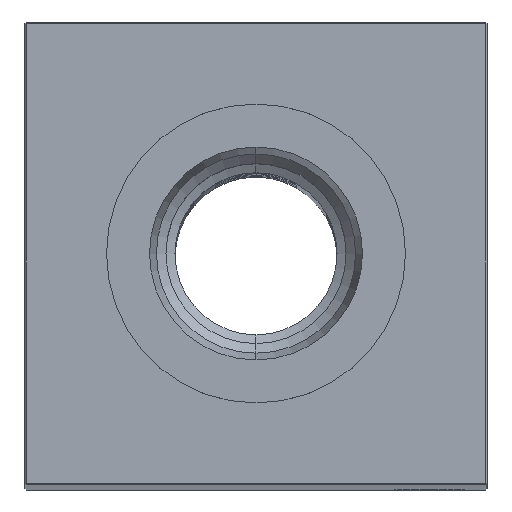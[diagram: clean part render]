
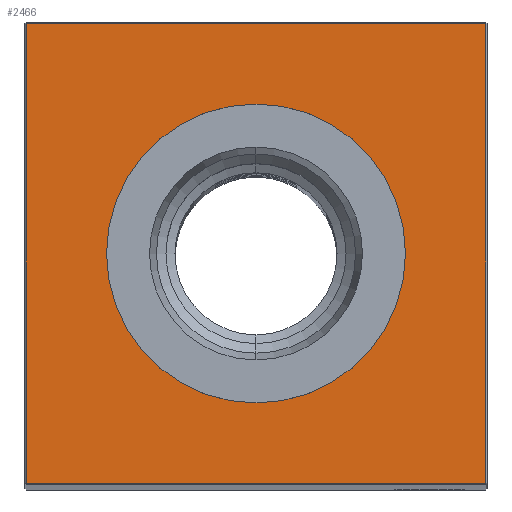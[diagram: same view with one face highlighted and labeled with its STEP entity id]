
A CAD part, top view. The second image highlights one B-rep face of the part: STEP entity #2466.
In plain terms, the highlighted planar face has unit normal (0, 0, 1).
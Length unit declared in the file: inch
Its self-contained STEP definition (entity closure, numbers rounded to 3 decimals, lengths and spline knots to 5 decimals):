
#1580 = CARTESIAN_POINT ( 'NONE',  ( -1.24, 0., 15.5 ) ) ;
#2466 = ADVANCED_FACE ( 'NONE', ( #10121, #28588 ), #14214, .F. ) ;
#2483 = CARTESIAN_POINT ( 'NONE',  ( 1.24, -1.24, 15.5 ) ) ;
#2759 = VECTOR ( 'NONE', #20762, 39.37008 ) ;
#3031 = DIRECTION ( 'NONE',  ( -1., 0., 0. ) ) ;
#3732 = DIRECTION ( 'NONE',  ( -1., 0., 0. ) ) ;
#4202 = CARTESIAN_POINT ( 'NONE',  ( 0., -0.80709, 15.5 ) ) ;
#5155 = DIRECTION ( 'NONE',  ( 0., 0., -1. ) ) ;
#5332 = AXIS2_PLACEMENT_3D ( 'NONE', #5840, #10936, #24735 ) ;
#5666 = EDGE_CURVE ( 'NONE', #10587, #7415, #20029, .T. ) ;
#5840 = CARTESIAN_POINT ( 'NONE',  ( 0., 0., 15.5 ) ) ;
#7016 = LINE ( 'NONE', #16224, #2759 ) ;
#7069 = DIRECTION ( 'NONE',  ( -1., 0., 0. ) ) ;
#7415 = VERTEX_POINT ( 'NONE', #14317 ) ;
#7666 = LINE ( 'NONE', #16874, #20589 ) ;
#8126 = DIRECTION ( 'NONE',  ( 0., 0., -1. ) ) ;
#8207 = EDGE_CURVE ( 'NONE', #25424, #15210, #18831, .T. ) ;
#8315 = LINE ( 'NONE', #20399, #18557 ) ;
#8896 = AXIS2_PLACEMENT_3D ( 'NONE', #12499, #8126, #3732 ) ;
#9113 = ORIENTED_EDGE ( 'NONE', *, *, #11266, .T. ) ;
#10121 = FACE_OUTER_BOUND ( 'NONE', #11252, .T. ) ;
#10587 = VERTEX_POINT ( 'NONE', #25297 ) ;
#10739 = CARTESIAN_POINT ( 'NONE',  ( 1.24, 1.24, 15.5 ) ) ;
#10790 = DIRECTION ( 'NONE',  ( 0., -1., 0. ) ) ;
#10936 = DIRECTION ( 'NONE',  ( 0., 0., -1. ) ) ;
#11252 = EDGE_LOOP ( 'NONE', ( #13581, #15539, #19161, #9113 ) ) ;
#11266 = EDGE_CURVE ( 'NONE', #16143, #10587, #7666, .T. ) ;
#12499 = CARTESIAN_POINT ( 'NONE',  ( 0., 0., 15.5 ) ) ;
#13040 = EDGE_CURVE ( 'NONE', #20350, #16143, #7016, .T. ) ;
#13581 = ORIENTED_EDGE ( 'NONE', *, *, #5666, .T. ) ;
#14214 = PLANE ( 'NONE',  #21145 ) ;
#14317 = CARTESIAN_POINT ( 'NONE',  ( -1.24, -1.24, 15.5 ) ) ;
#14668 = CARTESIAN_POINT ( 'NONE',  ( 0., 0.80709, 15.5 ) ) ;
#14854 = EDGE_CURVE ( 'NONE', #15210, #25424, #20977, .T. ) ;
#15210 = VERTEX_POINT ( 'NONE', #14668 ) ;
#15304 = EDGE_CURVE ( 'NONE', #7415, #20350, #8315, .T. ) ;
#15539 = ORIENTED_EDGE ( 'NONE', *, *, #15304, .T. ) ;
#16143 = VERTEX_POINT ( 'NONE', #10739 ) ;
#16224 = CARTESIAN_POINT ( 'NONE',  ( 1.24, 0., 15.5 ) ) ;
#16874 = CARTESIAN_POINT ( 'NONE',  ( 0., 1.24, 15.5 ) ) ;
#18557 = VECTOR ( 'NONE', #29775, 39.37008 ) ;
#18831 = CIRCLE ( 'NONE', #5332, 0.80709 ) ;
#19161 = ORIENTED_EDGE ( 'NONE', *, *, #13040, .T. ) ;
#20029 = LINE ( 'NONE', #1580, #21010 ) ;
#20350 = VERTEX_POINT ( 'NONE', #2483 ) ;
#20399 = CARTESIAN_POINT ( 'NONE',  ( 0., -1.24, 15.5 ) ) ;
#20589 = VECTOR ( 'NONE', #7069, 39.37008 ) ;
#20762 = DIRECTION ( 'NONE',  ( 0., 1., 0. ) ) ;
#20977 = CIRCLE ( 'NONE', #8896, 0.80709 ) ;
#21010 = VECTOR ( 'NONE', #10790, 39.37008 ) ;
#21145 = AXIS2_PLACEMENT_3D ( 'NONE', #28295, #5155, #3031 ) ;
#21595 = EDGE_LOOP ( 'NONE', ( #23048, #29129 ) ) ;
#23048 = ORIENTED_EDGE ( 'NONE', *, *, #14854, .T. ) ;
#24735 = DIRECTION ( 'NONE',  ( -1., 0., 0. ) ) ;
#25297 = CARTESIAN_POINT ( 'NONE',  ( -1.24, 1.24, 15.5 ) ) ;
#25424 = VERTEX_POINT ( 'NONE', #4202 ) ;
#28295 = CARTESIAN_POINT ( 'NONE',  ( 0., 0., 15.5 ) ) ;
#28588 = FACE_BOUND ( 'NONE', #21595, .T. ) ;
#29129 = ORIENTED_EDGE ( 'NONE', *, *, #8207, .T. ) ;
#29775 = DIRECTION ( 'NONE',  ( 1., 0., 0. ) ) ;
